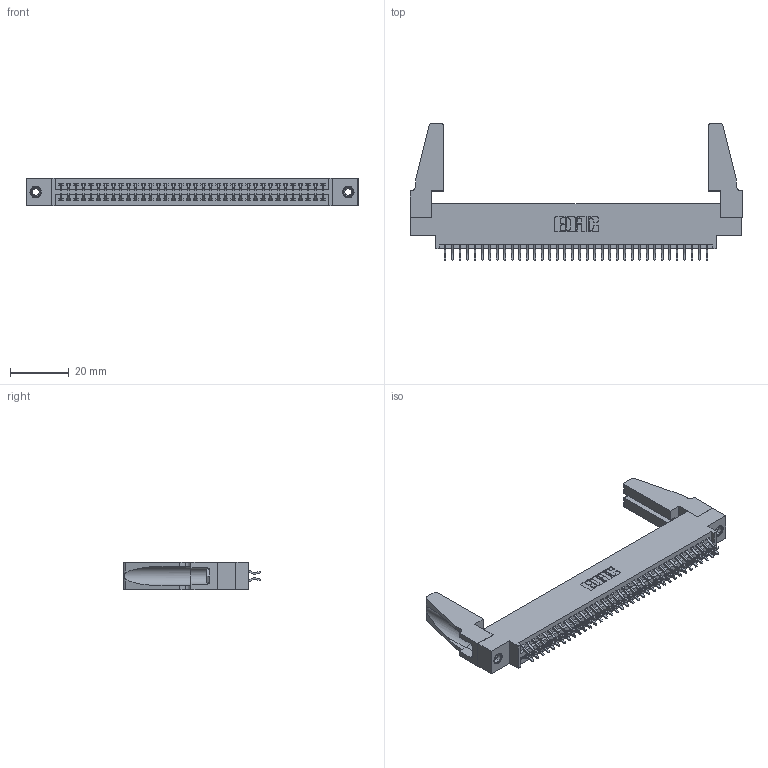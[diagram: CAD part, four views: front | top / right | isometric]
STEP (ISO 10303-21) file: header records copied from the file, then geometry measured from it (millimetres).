
FILE_DESCRIPTION (( 'STEP AP203' ), '1' );
FILE_NAME ('345-072-556-888.STEP', '2019-10-31T04:38:07', ( '' ), ( '' ), 'SwSTEP 2.0', 'SolidWorks 2016', '' );
FILE_SCHEMA (( 'CONFIG_CONTROL_DESIGN' ));
Length unit declared in the file: inch
Products named in the file (5): 345-220-078_345-220-088; 345 Part_0.170 Offset - 0.156 Dia-TH; 345-250-001_345-250-001-102; 345-072-556-888; 345-292-001_556 Tail
Assembly tree (77 placements, depth 2):
  345-072-556-888
    345 Part_0.170 Offset - 0.156 Dia-TH
    345-292-001_556 Tail  x72
    345-250-001_345-250-001-102  x2
    345-220-078_345-220-088  x2
Bounding box: 112.67 x 46.41 x 9.4 mm (x, y, z)
Volume: 14025.8 mm3; surface area: 19011.2 mm2
Topology: 77 solids, 77 shells, 4286 faces, 12691 edges, 8354 vertices
Faces by surface type: plane 2820, cylinder 1450, cone 12, torus 4
Entity records: 31554 total; most frequent: CARTESIAN_POINT 5306, ORIENTED_EDGE 5188, DIRECTION 4678, EDGE_CURVE 2594, LINE 2268, VECTOR 2268, VERTEX_POINT 1722, AXIS2_PLACEMENT_3D 1205
